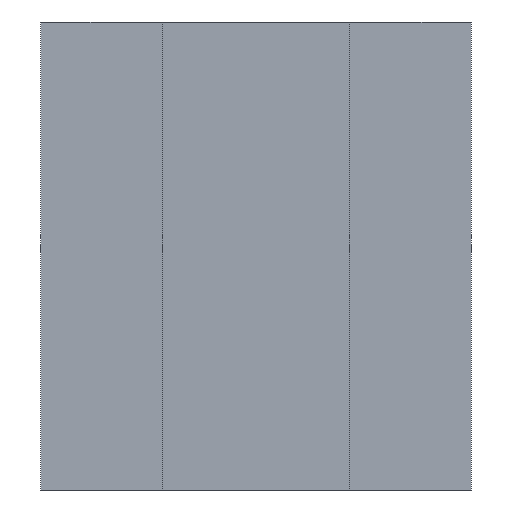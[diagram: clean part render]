
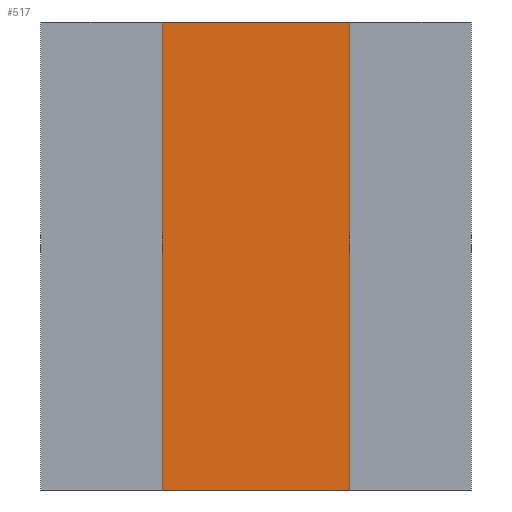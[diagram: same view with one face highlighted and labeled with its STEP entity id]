
A CAD part, front view. The second image highlights one B-rep face of the part: STEP entity #517.
In plain terms, the highlighted planar face has unit normal (0, -1, 0).
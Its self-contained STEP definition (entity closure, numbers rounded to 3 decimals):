
#54=FACE_OUTER_BOUND('',#83,.T.);
#83=EDGE_LOOP('',(#421,#422,#423,#424));
#111=LINE('',#770,#168);
#127=LINE('',#819,#184);
#146=LINE('',#868,#203);
#147=LINE('',#869,#204);
#168=VECTOR('',#614,10.);
#184=VECTOR('',#652,38.);
#203=VECTOR('',#699,47.);
#204=VECTOR('',#700,47.);
#224=VERTEX_POINT('',#768);
#225=VERTEX_POINT('',#769);
#246=VERTEX_POINT('',#817);
#247=VERTEX_POINT('',#818);
#275=EDGE_CURVE('',#224,#225,#111,.T.);
#300=EDGE_CURVE('',#246,#247,#127,.T.);
#328=EDGE_CURVE('',#246,#224,#146,.T.);
#329=EDGE_CURVE('',#225,#247,#147,.F.);
#421=ORIENTED_EDGE('',*,*,#300,.F.);
#422=ORIENTED_EDGE('',*,*,#328,.T.);
#423=ORIENTED_EDGE('',*,*,#275,.T.);
#424=ORIENTED_EDGE('',*,*,#329,.T.);
#499=PLANE('',#576);
#517=ADVANCED_FACE('',(#54),#499,.F.);
#576=AXIS2_PLACEMENT_3D('',#867,#697,#698);
#614=DIRECTION('',(1.,0.,0.));
#652=DIRECTION('',(1.,0.,0.));
#697=DIRECTION('center_axis',(0.,1.,0.));
#698=DIRECTION('ref_axis',(0.,0.,1.));
#699=DIRECTION('',(0.,0.,-1.));
#700=DIRECTION('',(0.,0.,-1.));
#768=CARTESIAN_POINT('',(1.,0.,0.));
#769=CARTESIAN_POINT('',(39.,0.,0.));
#770=CARTESIAN_POINT('',(19.434,0.,0.));
#817=CARTESIAN_POINT('',(1.,0.,50.));
#818=CARTESIAN_POINT('',(39.,0.,50.));
#819=CARTESIAN_POINT('',(1.,0.,50.));
#867=CARTESIAN_POINT('Origin',(0.,0.,50.));
#868=CARTESIAN_POINT('',(1.,0.,50.));
#869=CARTESIAN_POINT('',(39.,0.,50.));
